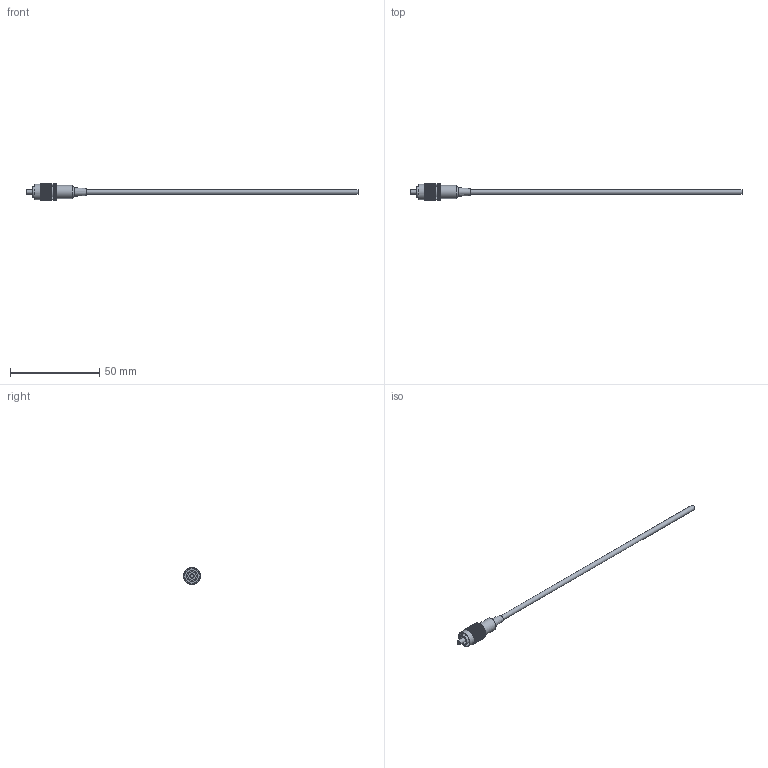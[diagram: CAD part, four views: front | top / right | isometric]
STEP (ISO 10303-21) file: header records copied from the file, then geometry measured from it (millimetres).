
FILE_DESCRIPTION (( 'STEP AP214' ), '1' );
FILE_NAME ('FPT9SNG-FC-12PK.STEP', '2018-01-16T20:14:55', ( '' ), ( '' ), 'SwSTEP 2.0', 'SolidWorks 2014', '' );
FILE_SCHEMA (( 'AUTOMOTIVE_DESIGN' ));
Length unit declared in the file: inch
Products named in the file (5): 1AY07-039; CONN-351-102-71-MA2; 1AL06-096; FPT9SNG-FC-12PK; CONN-351-102-71_900u BOOT
Assembly tree (4 placements, depth 3):
  FPT9SNG-FC-12PK
    1AL06-096
    CONN-351-102-71_900u BOOT
      CONN-351-102-71-MA2
      1AY07-039
Bounding box: 186.36 x 9.52 x 9.52 mm (x, y, z)
Volume: 1793.2 mm3; surface area: 3367 mm2
Topology: 3 solids, 3 shells, 321 faces, 920 edges, 613 vertices
Faces by surface type: plane 232, cylinder 83, cone 3, torus 3
Full cylindrical faces by diameter (mm): 2.54 x1, 2.794 x1, 2.845 x1, 3.81 x1, 4.75 x1, 6.35 x1, 7.366 x1, 8.128 x1, 8.89 x1
Entity records: 10690 total; most frequent: CARTESIAN_POINT 1839, ORIENTED_EDGE 1802, DIRECTION 1732, EDGE_CURVE 901, VECTOR 728, LINE 728, VERTEX_POINT 609, AXIS2_PLACEMENT_3D 502
